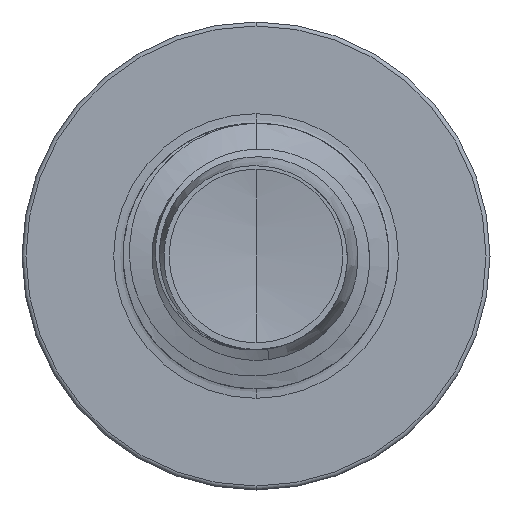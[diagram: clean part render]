
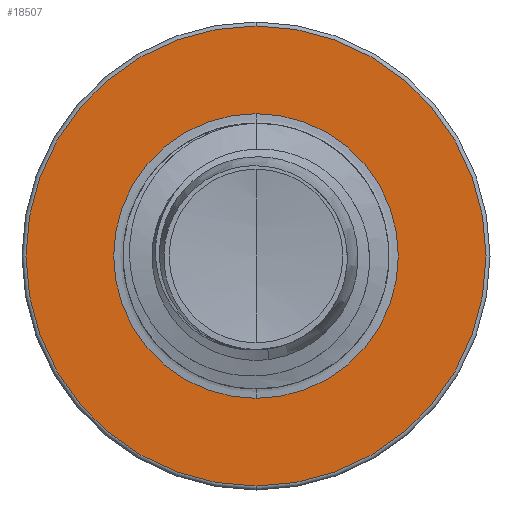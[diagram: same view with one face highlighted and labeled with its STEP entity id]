
A CAD part, front view. The second image highlights one B-rep face of the part: STEP entity #18507.
In plain terms, the highlighted planar face has unit normal (0, -1, 0).
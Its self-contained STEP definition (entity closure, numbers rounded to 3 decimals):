
#66 = CARTESIAN_POINT ( 'NONE',  ( 0., 12.5, -2.677 ) ) ;
#1632 = CARTESIAN_POINT ( 'NONE',  ( 0., 12.5, 4.325 ) ) ;
#2354 = PLANE ( 'NONE',  #19830 ) ;
#3570 = CIRCLE ( 'NONE', #10635, 4.325 ) ;
#4070 = ORIENTED_EDGE ( 'NONE', *, *, #16585, .F. ) ;
#4627 = VERTEX_POINT ( 'NONE', #10237 ) ;
#4860 = DIRECTION ( 'NONE',  ( 0., 0., 1. ) ) ;
#4895 = DIRECTION ( 'NONE',  ( 0., 1., 0. ) ) ;
#4931 = CARTESIAN_POINT ( 'NONE',  ( 0., 12.5, 0. ) ) ;
#5455 = VERTEX_POINT ( 'NONE', #8660 ) ;
#5870 = DIRECTION ( 'NONE',  ( 0., 1., 0. ) ) ;
#6110 = CARTESIAN_POINT ( 'NONE',  ( 0., 12.5, 0. ) ) ;
#6437 = EDGE_CURVE ( 'NONE', #9701, #5455, #17186, .T. ) ;
#6792 = DIRECTION ( 'NONE',  ( 0., 1., 0. ) ) ;
#7044 = EDGE_LOOP ( 'NONE', ( #19038, #16012 ) ) ;
#8228 = DIRECTION ( 'NONE',  ( 0., 0., 1. ) ) ;
#8660 = CARTESIAN_POINT ( 'NONE',  ( 0., 12.5, -4.325 ) ) ;
#9090 = ORIENTED_EDGE ( 'NONE', *, *, #6437, .F. ) ;
#9248 = AXIS2_PLACEMENT_3D ( 'NONE', #17171, #5870, #18413 ) ;
#9701 = VERTEX_POINT ( 'NONE', #1632 ) ;
#10050 = CARTESIAN_POINT ( 'NONE',  ( 0., 12.5, 0. ) ) ;
#10237 = CARTESIAN_POINT ( 'NONE',  ( 0., 12.5, 2.677 ) ) ;
#10335 = AXIS2_PLACEMENT_3D ( 'NONE', #6110, #18557, #8228 ) ;
#10607 = EDGE_LOOP ( 'NONE', ( #9090, #4070 ) ) ;
#10635 = AXIS2_PLACEMENT_3D ( 'NONE', #10050, #21091, #12112 ) ;
#10828 = CIRCLE ( 'NONE', #10335, 2.677 ) ;
#11078 = FACE_BOUND ( 'NONE', #7044, .T. ) ;
#11297 = CIRCLE ( 'NONE', #9248, 2.677 ) ;
#11639 = FACE_OUTER_BOUND ( 'NONE', #10607, .T. ) ;
#12112 = DIRECTION ( 'NONE',  ( 0., 0., 1. ) ) ;
#16012 = ORIENTED_EDGE ( 'NONE', *, *, #22701, .T. ) ;
#16566 = EDGE_CURVE ( 'NONE', #4627, #20615, #11297, .T. ) ;
#16585 = EDGE_CURVE ( 'NONE', #5455, #9701, #3570, .T. ) ;
#17171 = CARTESIAN_POINT ( 'NONE',  ( 0., 12.5, 0. ) ) ;
#17186 = CIRCLE ( 'NONE', #19323, 4.325 ) ;
#18413 = DIRECTION ( 'NONE',  ( 0., 0., 1. ) ) ;
#18507 = ADVANCED_FACE ( 'NONE', ( #11639, #11078 ), #2354, .F. ) ;
#18557 = DIRECTION ( 'NONE',  ( 0., 1., 0. ) ) ;
#18966 = DIRECTION ( 'NONE',  ( 0., 0., 1. ) ) ;
#19038 = ORIENTED_EDGE ( 'NONE', *, *, #16566, .T. ) ;
#19323 = AXIS2_PLACEMENT_3D ( 'NONE', #4931, #4895, #4860 ) ;
#19599 = CARTESIAN_POINT ( 'NONE',  ( 0., 12.5, -2.677 ) ) ;
#19830 = AXIS2_PLACEMENT_3D ( 'NONE', #66, #6792, #18966 ) ;
#20615 = VERTEX_POINT ( 'NONE', #19599 ) ;
#21091 = DIRECTION ( 'NONE',  ( 0., 1., 0. ) ) ;
#22701 = EDGE_CURVE ( 'NONE', #20615, #4627, #10828, .T. ) ;
